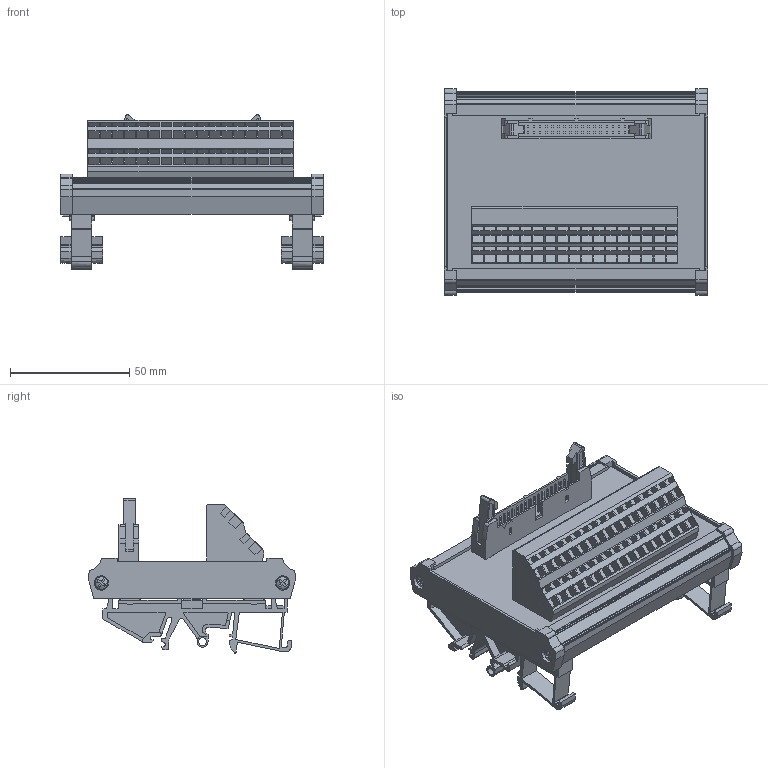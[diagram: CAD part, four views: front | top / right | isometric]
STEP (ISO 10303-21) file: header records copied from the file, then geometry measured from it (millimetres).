
FILE_DESCRIPTION(('CATIA V5R22 STEP214','CAx-IF Rec.Pracs.--- Model Styling and Organization---1.4--- 2014-01-23'),'2;1');
FILE_NAME ('032157-1_0', '2021-09-21T13:49:08+00:00', ('Weidmueller Interface'), ('Weidmueller'), 'CATIA Version 5-6 Release 2016 SP3 HF44', 'CATIA V5 STEP AP214', 'none');
FILE_SCHEMA(('AUTOMOTIVE_DESIGN { 1 0 10303 214 1 1 1 1 }'));
Products named in the file (1): 8537130000_RS F34 Z
Bounding box: 110.5 x 86.4 x 64.75 mm (x, y, z)
Volume: 101935.5 mm3; surface area: 83100.4 mm2
Topology: 1 solids, 5 shells, 1743 faces, 4878 edges, 3218 vertices
Faces by surface type: plane 1423, cylinder 270, bspline 34, torus 8, sphere 8
Entity records: 58867 total; most frequent: CARTESIAN_POINT 12853, ORIENTED_EDGE 9756, DIRECTION 7949, EDGE_CURVE 4878, VECTOR 4079, LINE 4079, VERTEX_POINT 3218, AXIS2_PLACEMENT_3D 2164
